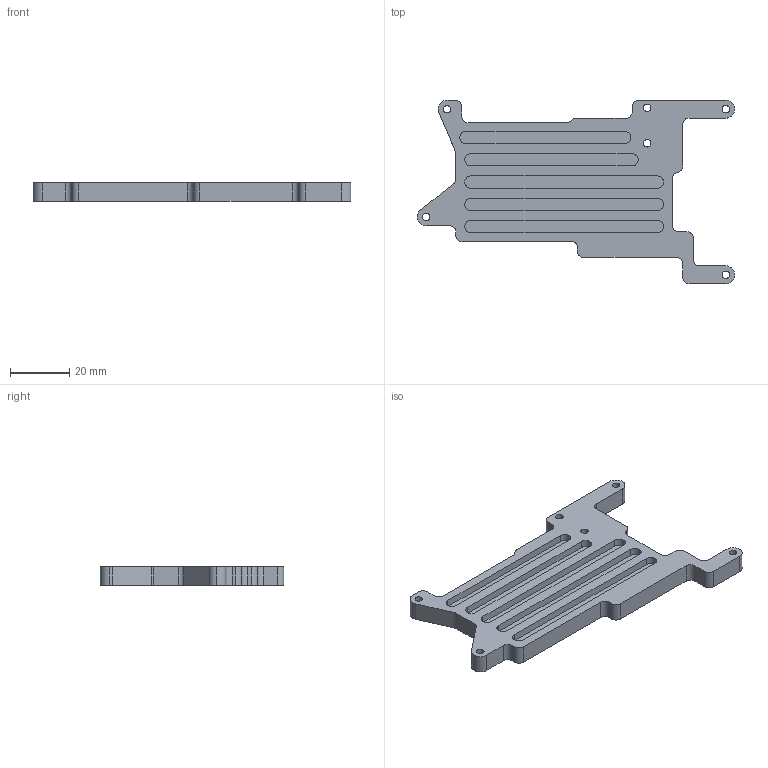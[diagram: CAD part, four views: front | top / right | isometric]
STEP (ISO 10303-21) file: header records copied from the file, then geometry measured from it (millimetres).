
FILE_DESCRIPTION (( 'STEP AP203' ), '1' );
FILE_NAME ('Orange Pi 5 Heatsink (1 Pieza).STEP', '2023-02-07T02:30:30', ( '' ), ( '' ), 'SwSTEP 2.0', 'SolidWorks 2022', '' );
FILE_SCHEMA (( 'CONFIG_CONTROL_DESIGN' ));
Length unit declared in the file: millimetre
Products named in the file (1): Orange Pi 5 Heatsink (1 Pieza)
Bounding box: 107 x 61.8 x 6.35 mm (x, y, z)
Volume: 20672 mm3; surface area: 11822.8 mm2
Topology: 1 solids, 1 shells, 92 faces, 255 edges, 170 vertices
Faces by surface type: cylinder 53, plane 39
Entity records: 3086 total; most frequent: DIRECTION 547, CARTESIAN_POINT 518, ORIENTED_EDGE 510, EDGE_CURVE 255, AXIS2_PLACEMENT_3D 199, VERTEX_POINT 170, LINE 149, VECTOR 149
